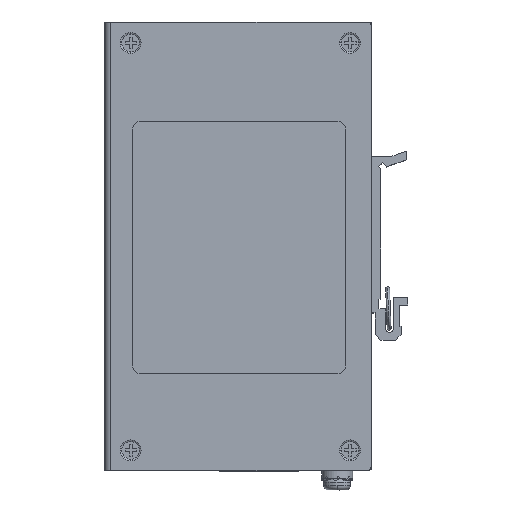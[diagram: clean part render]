
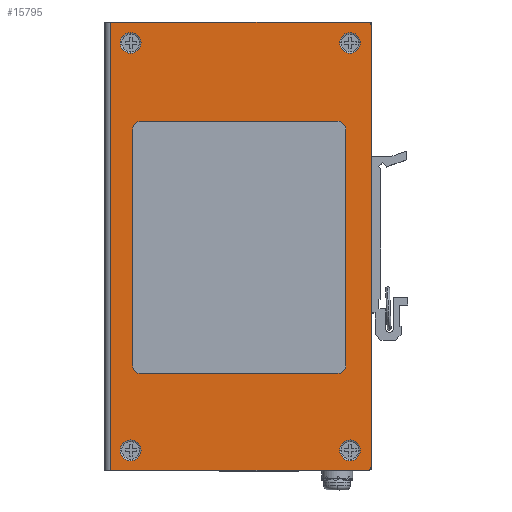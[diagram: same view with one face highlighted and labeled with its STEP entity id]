
A CAD part, top view. The second image highlights one B-rep face of the part: STEP entity #15795.
In plain terms, the highlighted face is planar.
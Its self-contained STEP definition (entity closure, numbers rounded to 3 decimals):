
#14182=CARTESIAN_POINT('',(-9.1,27.,-1.));
#14183=DIRECTION('',(0.,0.,1.));
#14184=DIRECTION('',(0.,-1.,0.));
#14185=AXIS2_PLACEMENT_3D('',#14182,#14183,#14184);
#14187=DIRECTION('',(1.,0.,0.));
#14188=VECTOR('',#14187,50.4);
#14189=CARTESIAN_POINT('',(-59.5,25.,-1.));
#14190=LINE('',#14189,#14188);
#14191=CARTESIAN_POINT('',(-59.5,27.,-1.));
#14192=DIRECTION('',(0.,0.,1.));
#14193=DIRECTION('',(-1.,0.,0.));
#14194=AXIS2_PLACEMENT_3D('',#14191,#14192,#14193);
#14196=DIRECTION('',(0.,-1.,0.));
#14197=VECTOR('',#14196,60.4);
#14198=CARTESIAN_POINT('',(-61.5,87.4,-1.));
#14199=LINE('',#14198,#14197);
#14200=CARTESIAN_POINT('',(-59.5,87.4,-1.));
#14201=DIRECTION('',(0.,0.,1.));
#14202=DIRECTION('',(0.,1.,0.));
#14203=AXIS2_PLACEMENT_3D('',#14200,#14201,#14202);
#14205=DIRECTION('',(-1.,0.,0.));
#14206=VECTOR('',#14205,50.4);
#14207=CARTESIAN_POINT('',(-9.1,89.4,-1.));
#14208=LINE('',#14207,#14206);
#14209=CARTESIAN_POINT('',(-9.1,87.4,-1.));
#14210=DIRECTION('',(0.,0.,1.));
#14211=DIRECTION('',(1.,0.,0.));
#14212=AXIS2_PLACEMENT_3D('',#14209,#14210,#14211);
#14214=DIRECTION('',(0.,1.,0.));
#14215=VECTOR('',#14214,60.4);
#14216=CARTESIAN_POINT('',(-7.1,27.,-1.));
#14217=LINE('',#14216,#14215);
#14218=CARTESIAN_POINT('',(-62.6,5.4,-1.));
#14219=DIRECTION('',(0.,0.,1.));
#14220=DIRECTION('',(-1.,0.,0.));
#14221=AXIS2_PLACEMENT_3D('',#14218,#14219,#14220);
#14223=CARTESIAN_POINT('',(-62.6,5.4,-1.));
#14224=DIRECTION('',(0.,0.,1.));
#14225=DIRECTION('',(1.,0.,0.));
#14226=AXIS2_PLACEMENT_3D('',#14223,#14224,#14225);
#14228=CARTESIAN_POINT('',(-62.6,109.4,-1.));
#14229=DIRECTION('',(0.,0.,1.));
#14230=DIRECTION('',(-1.,0.,0.));
#14231=AXIS2_PLACEMENT_3D('',#14228,#14229,#14230);
#14233=CARTESIAN_POINT('',(-62.6,109.4,-1.));
#14234=DIRECTION('',(0.,0.,1.));
#14235=DIRECTION('',(1.,0.,0.));
#14236=AXIS2_PLACEMENT_3D('',#14233,#14234,#14235);
#14238=CARTESIAN_POINT('',(-6.6,109.4,-1.));
#14239=DIRECTION('',(0.,0.,1.));
#14240=DIRECTION('',(0.,1.,0.));
#14241=AXIS2_PLACEMENT_3D('',#14238,#14239,#14240);
#14243=CARTESIAN_POINT('',(-6.6,109.4,-1.));
#14244=DIRECTION('',(0.,0.,1.));
#14245=DIRECTION('',(0.,-1.,0.));
#14246=AXIS2_PLACEMENT_3D('',#14243,#14244,#14245);
#14248=CARTESIAN_POINT('',(-6.6,5.4,-1.));
#14249=DIRECTION('',(0.,0.,1.));
#14250=DIRECTION('',(0.,1.,0.));
#14251=AXIS2_PLACEMENT_3D('',#14248,#14249,#14250);
#14253=CARTESIAN_POINT('',(-6.6,5.4,-1.));
#14254=DIRECTION('',(0.,0.,1.));
#14255=DIRECTION('',(0.,-1.,0.));
#14256=AXIS2_PLACEMENT_3D('',#14253,#14254,#14255);
#14258=CARTESIAN_POINT('',(-67.,1.25,-1.));
#14259=DIRECTION('',(0.,0.,-1.));
#14260=DIRECTION('',(0.,-1.,0.));
#14261=AXIS2_PLACEMENT_3D('',#14258,#14259,#14260);
#14263=DIRECTION('',(1.,0.,0.));
#14264=VECTOR('',#14263,65.5);
#14265=CARTESIAN_POINT('',(-67.,0.25,-1.));
#14266=LINE('',#14265,#14264);
#14267=DIRECTION('',(1.,0.,0.));
#14268=VECTOR('',#14267,65.5);
#14269=CARTESIAN_POINT('',(-67.,114.75,-1.));
#14270=LINE('',#14269,#14268);
#14271=CARTESIAN_POINT('',(-67.,113.75,-1.));
#14272=DIRECTION('',(0.,0.,-1.));
#14273=DIRECTION('',(-1.,0.,0.));
#14274=AXIS2_PLACEMENT_3D('',#14271,#14272,#14273);
#14276=DIRECTION('',(0.,1.,0.));
#14277=VECTOR('',#14276,112.5);
#14278=CARTESIAN_POINT('',(-68.,1.25,-1.));
#14279=LINE('',#14278,#14277);
#14490=DIRECTION('',(0.,1.,0.));
#14491=VECTOR('',#14490,114.5);
#14492=CARTESIAN_POINT('',(-1.5,0.25,-1.));
#14493=LINE('',#14492,#14491);
#15195=CARTESIAN_POINT('',(-9.1,25.,-1.));
#15196=CARTESIAN_POINT('',(-7.1,27.,-1.));
#15197=VERTEX_POINT('',#15195);
#15198=VERTEX_POINT('',#15196);
#15199=CARTESIAN_POINT('',(-7.1,87.4,-1.));
#15200=VERTEX_POINT('',#15199);
#15201=CARTESIAN_POINT('',(-9.1,89.4,-1.));
#15202=VERTEX_POINT('',#15201);
#15203=CARTESIAN_POINT('',(-59.5,89.4,-1.));
#15204=VERTEX_POINT('',#15203);
#15205=CARTESIAN_POINT('',(-61.5,87.4,-1.));
#15206=VERTEX_POINT('',#15205);
#15207=CARTESIAN_POINT('',(-61.5,27.,-1.));
#15208=VERTEX_POINT('',#15207);
#15209=CARTESIAN_POINT('',(-59.5,25.,-1.));
#15210=VERTEX_POINT('',#15209);
#15367=CARTESIAN_POINT('',(-1.5,0.25,-1.));
#15368=VERTEX_POINT('',#15367);
#15383=CARTESIAN_POINT('',(-1.5,114.75,-1.));
#15384=VERTEX_POINT('',#15383);
#15403=CARTESIAN_POINT('',(-65.25,5.4,-1.));
#15404=CARTESIAN_POINT('',(-59.95,5.4,-1.));
#15405=VERTEX_POINT('',#15403);
#15406=VERTEX_POINT('',#15404);
#15411=CARTESIAN_POINT('',(-65.25,109.4,-1.));
#15412=CARTESIAN_POINT('',(-59.95,109.4,-1.));
#15413=VERTEX_POINT('',#15411);
#15414=VERTEX_POINT('',#15412);
#15451=CARTESIAN_POINT('',(-6.6,112.05,-1.));
#15452=CARTESIAN_POINT('',(-6.6,106.75,-1.));
#15453=VERTEX_POINT('',#15451);
#15454=VERTEX_POINT('',#15452);
#15459=CARTESIAN_POINT('',(-6.6,8.05,-1.));
#15460=CARTESIAN_POINT('',(-6.6,2.75,-1.));
#15461=VERTEX_POINT('',#15459);
#15462=VERTEX_POINT('',#15460);
#15479=CARTESIAN_POINT('',(-67.,0.25,-1.));
#15480=VERTEX_POINT('',#15479);
#15481=CARTESIAN_POINT('',(-68.,1.25,-1.));
#15482=VERTEX_POINT('',#15481);
#15487=CARTESIAN_POINT('',(-68.,113.75,-1.));
#15488=VERTEX_POINT('',#15487);
#15489=CARTESIAN_POINT('',(-67.,114.75,-1.));
#15490=VERTEX_POINT('',#15489);
#15735=CARTESIAN_POINT('',(-68.,0.,-1.));
#15736=DIRECTION('',(0.,0.,1.));
#15737=DIRECTION('',(1.,0.,0.));
#15738=AXIS2_PLACEMENT_3D('',#15735,#15736,#15737);
#15739=PLANE('',#15738);
#15741=ORIENTED_EDGE('',*,*,#15740,.F.);
#15743=ORIENTED_EDGE('',*,*,#15742,.T.);
#15745=ORIENTED_EDGE('',*,*,#15744,.T.);
#15747=ORIENTED_EDGE('',*,*,#15746,.F.);
#15749=ORIENTED_EDGE('',*,*,#15748,.F.);
#15751=ORIENTED_EDGE('',*,*,#15750,.F.);
#15752=EDGE_LOOP('',(#15741,#15743,#15745,#15747,#15749,#15751));
#15753=FACE_OUTER_BOUND('',#15752,.F.);
#15755=ORIENTED_EDGE('',*,*,#15754,.F.);
#15757=ORIENTED_EDGE('',*,*,#15756,.F.);
#15758=EDGE_LOOP('',(#15755,#15757));
#15759=FACE_BOUND('',#15758,.F.);
#15761=ORIENTED_EDGE('',*,*,#15760,.F.);
#15762=ORIENTED_EDGE('',*,*,#15725,.F.);
#15763=EDGE_LOOP('',(#15761,#15762));
#15764=FACE_BOUND('',#15763,.F.);
#15766=ORIENTED_EDGE('',*,*,#15765,.F.);
#15768=ORIENTED_EDGE('',*,*,#15767,.F.);
#15769=EDGE_LOOP('',(#15766,#15768));
#15770=FACE_BOUND('',#15769,.F.);
#15772=ORIENTED_EDGE('',*,*,#15771,.F.);
#15774=ORIENTED_EDGE('',*,*,#15773,.F.);
#15775=EDGE_LOOP('',(#15772,#15774));
#15776=FACE_BOUND('',#15775,.F.);
#15778=ORIENTED_EDGE('',*,*,#15777,.F.);
#15780=ORIENTED_EDGE('',*,*,#15779,.F.);
#15782=ORIENTED_EDGE('',*,*,#15781,.F.);
#15784=ORIENTED_EDGE('',*,*,#15783,.F.);
#15786=ORIENTED_EDGE('',*,*,#15785,.F.);
#15788=ORIENTED_EDGE('',*,*,#15787,.F.);
#15790=ORIENTED_EDGE('',*,*,#15789,.F.);
#15792=ORIENTED_EDGE('',*,*,#15791,.F.);
#15793=EDGE_LOOP('',(#15778,#15780,#15782,#15784,#15786,#15788,#15790,#15792));
#15794=FACE_BOUND('',#15793,.F.);
#14186=CIRCLE('',#14185,2.);
#14195=CIRCLE('',#14194,2.);
#14204=CIRCLE('',#14203,2.);
#14213=CIRCLE('',#14212,2.);
#14222=CIRCLE('',#14221,2.65);
#14227=CIRCLE('',#14226,2.65);
#14232=CIRCLE('',#14231,2.65);
#14237=CIRCLE('',#14236,2.65);
#14242=CIRCLE('',#14241,2.65);
#14247=CIRCLE('',#14246,2.65);
#14252=CIRCLE('',#14251,2.65);
#14257=CIRCLE('',#14256,2.65);
#14262=CIRCLE('',#14261,1.);
#14275=CIRCLE('',#14274,1.);
#15725=EDGE_CURVE('',#15414,#15413,#14237,.T.);
#15740=EDGE_CURVE('',#15480,#15482,#14262,.T.);
#15742=EDGE_CURVE('',#15480,#15368,#14266,.T.);
#15744=EDGE_CURVE('',#15368,#15384,#14493,.T.);
#15746=EDGE_CURVE('',#15490,#15384,#14270,.T.);
#15748=EDGE_CURVE('',#15488,#15490,#14275,.T.);
#15750=EDGE_CURVE('',#15482,#15488,#14279,.T.);
#15754=EDGE_CURVE('',#15405,#15406,#14222,.T.);
#15756=EDGE_CURVE('',#15406,#15405,#14227,.T.);
#15760=EDGE_CURVE('',#15413,#15414,#14232,.T.);
#15765=EDGE_CURVE('',#15453,#15454,#14242,.T.);
#15767=EDGE_CURVE('',#15454,#15453,#14247,.T.);
#15771=EDGE_CURVE('',#15461,#15462,#14252,.T.);
#15773=EDGE_CURVE('',#15462,#15461,#14257,.T.);
#15777=EDGE_CURVE('',#15197,#15198,#14186,.T.);
#15779=EDGE_CURVE('',#15210,#15197,#14190,.T.);
#15781=EDGE_CURVE('',#15208,#15210,#14195,.T.);
#15783=EDGE_CURVE('',#15206,#15208,#14199,.T.);
#15785=EDGE_CURVE('',#15204,#15206,#14204,.T.);
#15787=EDGE_CURVE('',#15202,#15204,#14208,.T.);
#15789=EDGE_CURVE('',#15200,#15202,#14213,.T.);
#15791=EDGE_CURVE('',#15198,#15200,#14217,.T.);
#15795=ADVANCED_FACE('',(#15753,#15759,#15764,#15770,#15776,#15794),#15739,.F.);
